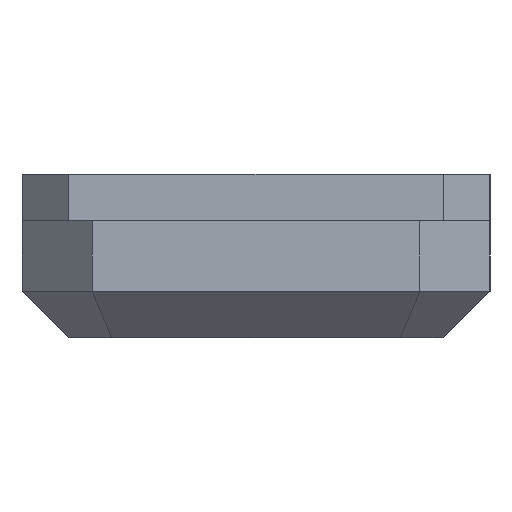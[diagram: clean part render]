
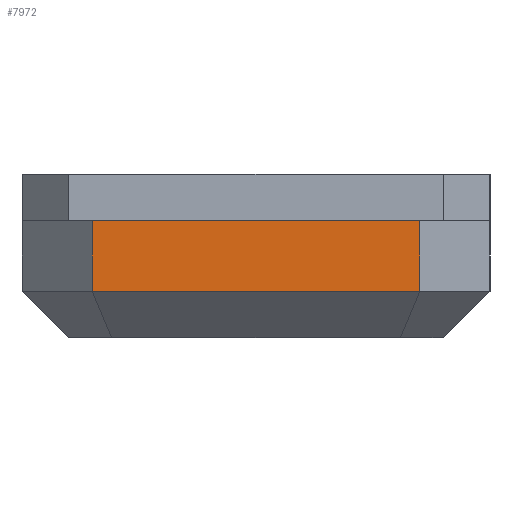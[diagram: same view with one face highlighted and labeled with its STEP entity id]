
A CAD part, left-side view. The second image highlights one B-rep face of the part: STEP entity #7972.
In plain terms, the highlighted planar face has unit normal (-1, 0, 0).
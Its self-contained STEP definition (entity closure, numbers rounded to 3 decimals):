
#376=FACE_OUTER_BOUND('',#773,.T.);
#773=EDGE_LOOP('',(#5582,#5583,#5584,#5585));
#1375=LINE('',#11251,#2438);
#1406=LINE('',#11312,#2469);
#1408=LINE('',#11316,#2471);
#1409=LINE('',#11317,#2472);
#2438=VECTOR('',#9215,10.);
#2469=VECTOR('',#9266,10.);
#2471=VECTOR('',#9270,10.);
#2472=VECTOR('',#9271,10.);
#3493=VERTEX_POINT('',#11248);
#3494=VERTEX_POINT('',#11250);
#3514=VERTEX_POINT('',#11311);
#3515=VERTEX_POINT('',#11315);
#4315=EDGE_CURVE('',#3493,#3494,#1375,.T.);
#4346=EDGE_CURVE('',#3494,#3514,#1406,.T.);
#4348=EDGE_CURVE('',#3515,#3493,#1408,.T.);
#4349=EDGE_CURVE('',#3514,#3515,#1409,.T.);
#5582=ORIENTED_EDGE('',*,*,#4315,.F.);
#5583=ORIENTED_EDGE('',*,*,#4348,.F.);
#5584=ORIENTED_EDGE('',*,*,#4349,.F.);
#5585=ORIENTED_EDGE('',*,*,#4346,.F.);
#7587=PLANE('',#8466);
#7972=ADVANCED_FACE('',(#376),#7587,.T.);
#8466=AXIS2_PLACEMENT_3D('',#11314,#9268,#9269);
#9215=DIRECTION('',(0.,1.,0.));
#9266=DIRECTION('',(0.,0.,1.));
#9268=DIRECTION('center_axis',(-1.,0.,0.));
#9269=DIRECTION('ref_axis',(0.,-1.,0.));
#9270=DIRECTION('',(0.,0.,-1.));
#9271=DIRECTION('',(0.,-1.,0.));
#11248=CARTESIAN_POINT('',(-85.486,-140.,3.852));
#11250=CARTESIAN_POINT('',(-85.486,-126.,3.852));
#11251=CARTESIAN_POINT('',(-85.486,-129.5,3.852));
#11311=CARTESIAN_POINT('',(-85.486,-126.,6.852));
#11312=CARTESIAN_POINT('',(-85.486,-126.,4.852));
#11314=CARTESIAN_POINT('Origin',(-85.486,-126.,4.852));
#11315=CARTESIAN_POINT('',(-85.486,-140.,6.852));
#11316=CARTESIAN_POINT('',(-85.486,-140.,4.852));
#11317=CARTESIAN_POINT('',(-85.486,-140.,6.852));
